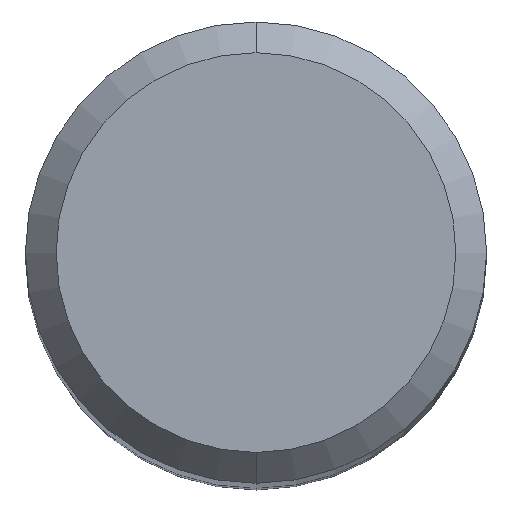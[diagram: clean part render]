
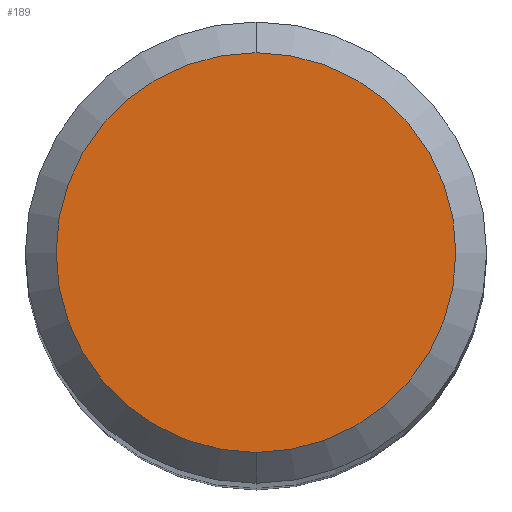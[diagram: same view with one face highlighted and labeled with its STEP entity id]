
A CAD part, top view. The second image highlights one B-rep face of the part: STEP entity #189.
In plain terms, the highlighted planar face has unit normal (0, 0, 1).
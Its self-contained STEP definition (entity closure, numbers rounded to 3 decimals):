
#111=VERTEX_POINT('',#264);
#125=VERTEX_POINT('',#280);
#189=ADVANCED_FACE('',(#350),#351,.T.);
#191=EDGE_CURVE('',#125,#111,#353,.T.);
#205=EDGE_CURVE('',#111,#125,#372,.T.);
#264=CARTESIAN_POINT('',(0.0,2.6,0.0));
#280=CARTESIAN_POINT('',(0.,-2.6,0.0));
#350=FACE_OUTER_BOUND('',#539,.T.);
#351=PLANE('',#540);
#353=CIRCLE('',#543,2.6);
#372=CIRCLE('',#564,2.6);
#539=EDGE_LOOP('',(#719,#720));
#540=AXIS2_PLACEMENT_3D('',#721,#722,#723);
#543=AXIS2_PLACEMENT_3D('',#724,#725,#726);
#564=AXIS2_PLACEMENT_3D('',#767,#768,#769);
#719=ORIENTED_EDGE('',*,*,#205,.F.);
#720=ORIENTED_EDGE('',*,*,#191,.F.);
#721=CARTESIAN_POINT('',(0.0,1.3,0.0));
#722=DIRECTION('',(-0.0,0.0,1.0));
#723=DIRECTION('',(0.0,-1.0,0.0));
#724=CARTESIAN_POINT('',(0.0,0.0,0.0));
#725=DIRECTION('',(0.0,0.0,-1.0));
#726=DIRECTION('',(0.0,1.0,0.0));
#767=CARTESIAN_POINT('',(0.0,0.0,0.0));
#768=DIRECTION('',(0.0,0.0,-1.0));
#769=DIRECTION('',(0.0,1.0,0.0));
